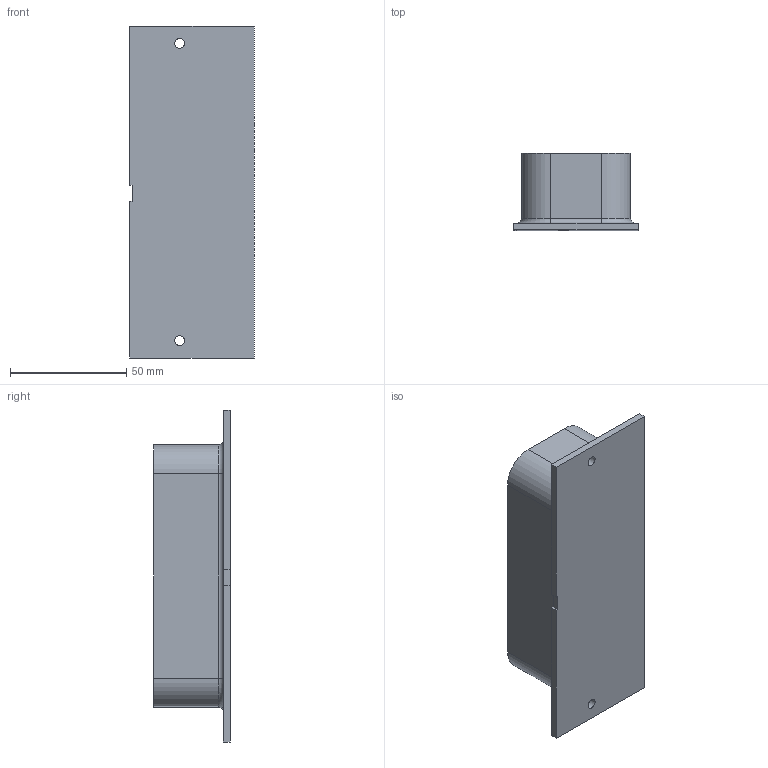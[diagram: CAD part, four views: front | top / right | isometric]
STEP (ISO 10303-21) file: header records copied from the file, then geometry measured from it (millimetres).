
FILE_DESCRIPTION(/* description */ (''),/* implementation_level */ '2;1');
FILE_NAME(/* name */ '',/* time_stamp */ '2026-01-21T20:08:23+03:00',/* author */ ('Тёма'),/* organization */ (''),/* preprocessor_version */ 'ST-DEVELOPER v20.1',/* originating_system */ 'Autodesk Inventor 2026',/* authorisation */ '');
FILE_SCHEMA (('AUTOMOTIVE_DESIGN { 1 0 10303 214 3 1 1 }'));
Length unit declared in the file: millimetre
Products named in the file (1): Крепление под 
аккум
Bounding box: 53.65 x 33 x 143 mm (x, y, z)
Volume: 45291 mm3; surface area: 33988 mm2
Topology: 1 solids, 1 shells, 65 faces, 176 edges, 115 vertices
Faces by surface type: plane 37, cylinder 24, torus 4
Full cylindrical faces by diameter (mm): 4.2 x2
Entity records: 2106 total; most frequent: DIRECTION 362, CARTESIAN_POINT 357, ORIENTED_EDGE 352, EDGE_CURVE 176, LINE 122, VECTOR 122, AXIS2_PLACEMENT_3D 120, VERTEX_POINT 114
